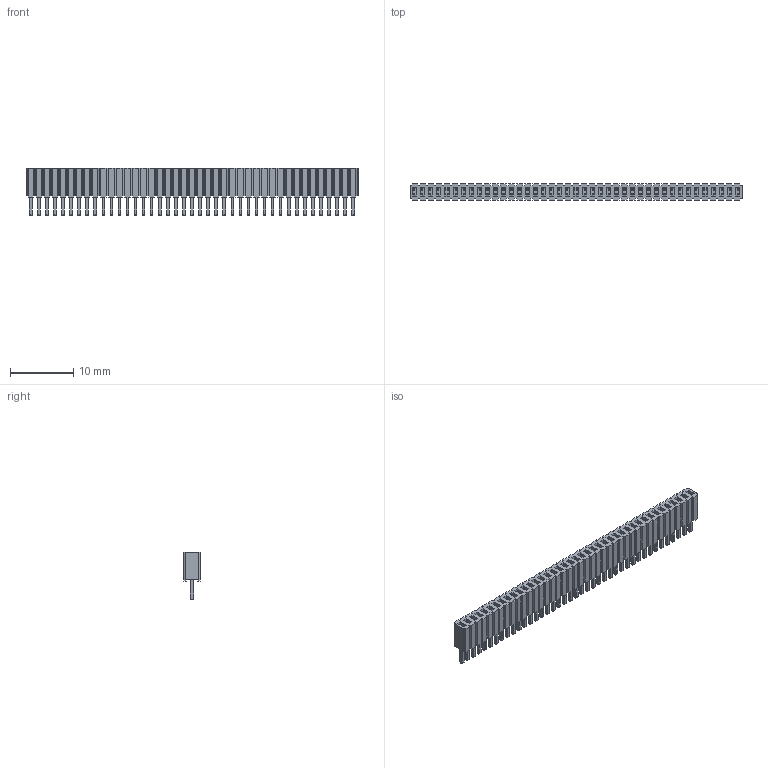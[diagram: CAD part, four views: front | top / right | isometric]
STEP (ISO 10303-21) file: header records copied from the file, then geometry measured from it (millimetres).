
FILE_DESCRIPTION(('FreeCAD Model'),'2;1');
FILE_NAME('Open CASCADE Shape Model','2025-01-08T13:25:49',(''),(''), 'Open CASCADE STEP processor 7.8','FreeCAD','Unknown');
FILE_SCHEMA(('AUTOMOTIVE_DESIGN { 1 0 10303 214 1 1 1 1 }'));
Length unit declared in the file: millimetre
Products named in the file (2): SLM-141-01-S_socket; C-29-01-41-S
Bounding box: 52.3 x 2.54 x 7.49 mm (x, y, z)
Volume: 499.4 mm3; surface area: 2266.1 mm2
Topology: 2 solids, 2 shells, 1492 faces, 4054 edges, 2648 vertices
Faces by surface type: plane 1451, cylinder 41
Entity records: 45908 total; most frequent: CARTESIAN_POINT 8195, ORIENTED_EDGE 8108, DIRECTION 7122, EDGE_CURVE 4054, LINE 3972, VECTOR 3972, VERTEX_POINT 2648, AXIS2_PLACEMENT_3D 1575
